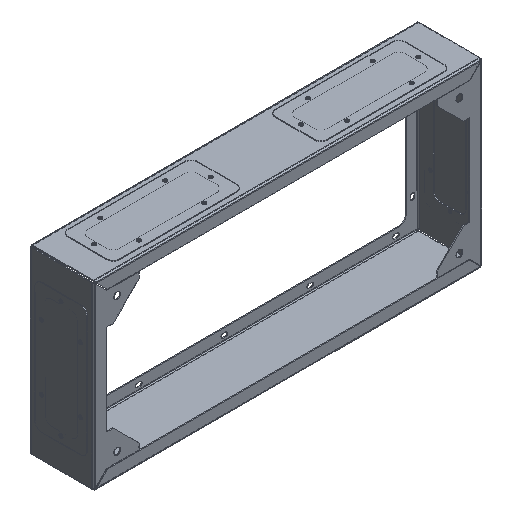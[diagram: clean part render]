
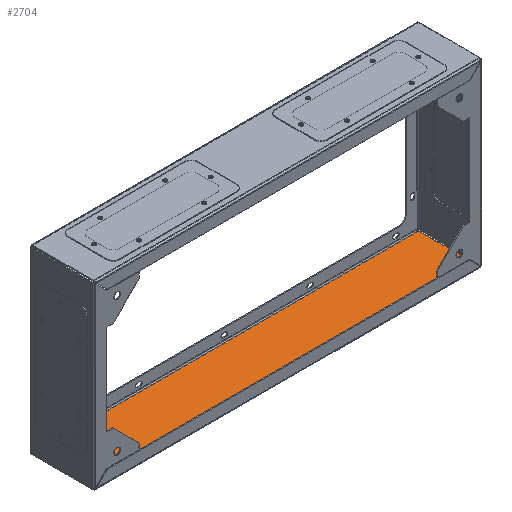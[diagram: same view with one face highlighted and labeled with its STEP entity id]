
A CAD part, isometric view. The second image highlights one B-rep face of the part: STEP entity #2704.
In plain terms, the highlighted planar face has unit normal (0, 0, 1).
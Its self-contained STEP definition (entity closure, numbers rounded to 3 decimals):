
#74 = VECTOR ( 'NONE', #7437, 1000. ) ;
#170 = VERTEX_POINT ( 'NONE', #4027 ) ;
#350 = CARTESIAN_POINT ( 'NONE',  ( 0., 0., -138.5 ) ) ;
#730 = AXIS2_PLACEMENT_3D ( 'NONE', #350, #7633, #8457 ) ;
#797 = CARTESIAN_POINT ( 'NONE',  ( -300., -3., -138.5 ) ) ;
#1157 = EDGE_CURVE ( 'NONE', #170, #7011, #1329, .T. ) ;
#1158 = LINE ( 'NONE', #5355, #7956 ) ;
#1329 = LINE ( 'NONE', #1421, #6123 ) ;
#1421 = CARTESIAN_POINT ( 'NONE',  ( 297.793, -1.5, -138.5 ) ) ;
#2409 = PLANE ( 'NONE',  #730 ) ;
#2576 = VECTOR ( 'NONE', #5221, 1000. ) ;
#2704 = ADVANCED_FACE ( 'NONE', ( #5545 ), #2409, .T. ) ;
#3536 = VERTEX_POINT ( 'NONE', #4703 ) ;
#3695 = EDGE_CURVE ( 'NONE', #5251, #170, #6036, .T. ) ;
#3966 = CARTESIAN_POINT ( 'NONE',  ( 297.793, -97., -138.5 ) ) ;
#4027 = CARTESIAN_POINT ( 'NONE',  ( 297.793, -3., -138.5 ) ) ;
#4679 = CARTESIAN_POINT ( 'NONE',  ( -297.793, -3., -138.5 ) ) ;
#4703 = CARTESIAN_POINT ( 'NONE',  ( -297.793, -97., -138.5 ) ) ;
#4926 = ORIENTED_EDGE ( 'NONE', *, *, #1157, .F. ) ;
#5088 = EDGE_CURVE ( 'NONE', #7011, #3536, #1158, .T. ) ;
#5221 = DIRECTION ( 'NONE',  ( 1., 0., 0. ) ) ;
#5251 = VERTEX_POINT ( 'NONE', #4679 ) ;
#5355 = CARTESIAN_POINT ( 'NONE',  ( 297.793, -97., -138.5 ) ) ;
#5373 = ORIENTED_EDGE ( 'NONE', *, *, #3695, .F. ) ;
#5545 = FACE_OUTER_BOUND ( 'NONE', #6102, .T. ) ;
#5882 = ORIENTED_EDGE ( 'NONE', *, *, #6256, .T. ) ;
#6036 = LINE ( 'NONE', #797, #2576 ) ;
#6102 = EDGE_LOOP ( 'NONE', ( #5882, #6579, #4926, #5373 ) ) ;
#6123 = VECTOR ( 'NONE', #8883, 1000. ) ;
#6256 = EDGE_CURVE ( 'NONE', #5251, #3536, #8063, .T. ) ;
#6579 = ORIENTED_EDGE ( 'NONE', *, *, #5088, .F. ) ;
#7011 = VERTEX_POINT ( 'NONE', #3966 ) ;
#7287 = CARTESIAN_POINT ( 'NONE',  ( -297.793, 0., -138.5 ) ) ;
#7437 = DIRECTION ( 'NONE',  ( 0., -1., 0. ) ) ;
#7583 = DIRECTION ( 'NONE',  ( -1., 0., 0. ) ) ;
#7633 = DIRECTION ( 'NONE',  ( 0., 0., 1. ) ) ;
#7956 = VECTOR ( 'NONE', #7583, 1000. ) ;
#8063 = LINE ( 'NONE', #7287, #74 ) ;
#8457 = DIRECTION ( 'NONE',  ( 0., -1., 0. ) ) ;
#8883 = DIRECTION ( 'NONE',  ( 0., -1., 0. ) ) ;
